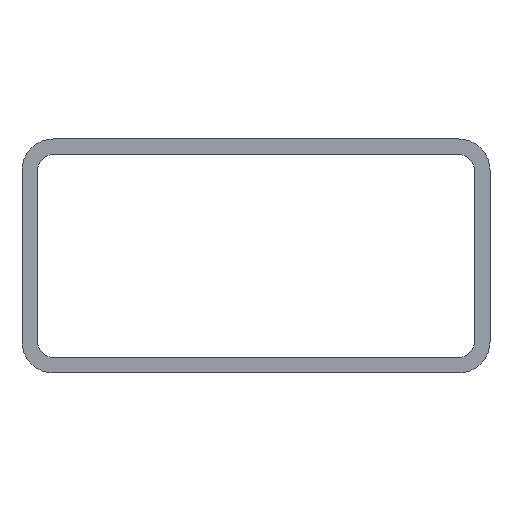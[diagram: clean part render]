
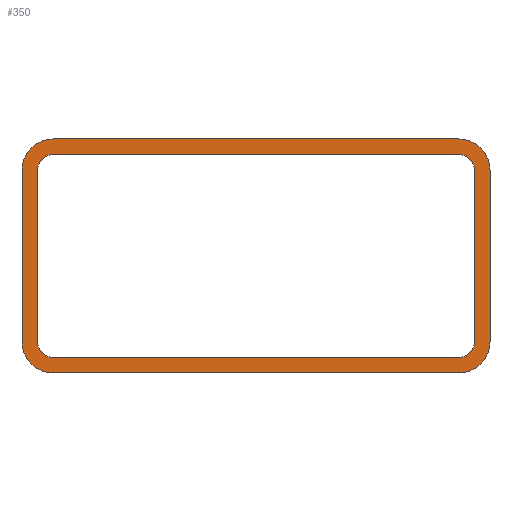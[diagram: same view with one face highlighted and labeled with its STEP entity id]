
A CAD part, front view. The second image highlights one B-rep face of the part: STEP entity #350.
In plain terms, the highlighted planar face has unit normal (0, -1, 0).
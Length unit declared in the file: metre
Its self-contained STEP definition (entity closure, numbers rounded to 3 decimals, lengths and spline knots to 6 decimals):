
#21=CIRCLE('',#368,0.004);
#23=CIRCLE('',#372,0.004);
#25=CIRCLE('',#376,0.004);
#27=CIRCLE('',#381,0.002);
#29=CIRCLE('',#385,0.002);
#31=CIRCLE('',#389,0.002);
#33=CIRCLE('',#393,0.002);
#35=CIRCLE('',#396,0.004);
#108=ORIENTED_EDGE('',*,*,#164,.F.);
#109=ORIENTED_EDGE('',*,*,#168,.F.);
#110=ORIENTED_EDGE('',*,*,#171,.F.);
#111=ORIENTED_EDGE('',*,*,#174,.F.);
#112=ORIENTED_EDGE('',*,*,#177,.T.);
#113=ORIENTED_EDGE('',*,*,#180,.F.);
#114=ORIENTED_EDGE('',*,*,#183,.T.);
#115=ORIENTED_EDGE('',*,*,#185,.F.);
#116=ORIENTED_EDGE('',*,*,#142,.F.);
#117=ORIENTED_EDGE('',*,*,#146,.T.);
#118=ORIENTED_EDGE('',*,*,#149,.T.);
#119=ORIENTED_EDGE('',*,*,#152,.T.);
#120=ORIENTED_EDGE('',*,*,#155,.T.);
#121=ORIENTED_EDGE('',*,*,#158,.T.);
#122=ORIENTED_EDGE('',*,*,#161,.F.);
#123=ORIENTED_EDGE('',*,*,#187,.T.);
#142=EDGE_CURVE('',#190,#191,#222,.T.);
#146=EDGE_CURVE('',#190,#193,#21,.T.);
#149=EDGE_CURVE('',#193,#195,#227,.T.);
#152=EDGE_CURVE('',#195,#197,#23,.T.);
#155=EDGE_CURVE('',#197,#199,#231,.T.);
#158=EDGE_CURVE('',#199,#201,#25,.T.);
#161=EDGE_CURVE('',#203,#201,#235,.T.);
#164=EDGE_CURVE('',#206,#207,#238,.T.);
#168=EDGE_CURVE('',#209,#206,#27,.T.);
#171=EDGE_CURVE('',#211,#209,#243,.T.);
#174=EDGE_CURVE('',#213,#211,#29,.T.);
#177=EDGE_CURVE('',#213,#215,#247,.T.);
#180=EDGE_CURVE('',#217,#215,#31,.T.);
#183=EDGE_CURVE('',#217,#219,#251,.T.);
#185=EDGE_CURVE('',#207,#219,#33,.T.);
#187=EDGE_CURVE('',#203,#191,#35,.T.);
#190=VERTEX_POINT('',#507);
#191=VERTEX_POINT('',#509);
#193=VERTEX_POINT('',#515);
#195=VERTEX_POINT('',#521);
#197=VERTEX_POINT('',#527);
#199=VERTEX_POINT('',#533);
#201=VERTEX_POINT('',#539);
#203=VERTEX_POINT('',#545);
#206=VERTEX_POINT('',#552);
#207=VERTEX_POINT('',#554);
#209=VERTEX_POINT('',#560);
#211=VERTEX_POINT('',#566);
#213=VERTEX_POINT('',#572);
#215=VERTEX_POINT('',#578);
#217=VERTEX_POINT('',#584);
#219=VERTEX_POINT('',#590);
#222=LINE('',#508,#254);
#227=LINE('',#522,#259);
#231=LINE('',#534,#263);
#235=LINE('',#546,#267);
#238=LINE('',#553,#270);
#243=LINE('',#567,#275);
#247=LINE('',#579,#279);
#251=LINE('',#591,#283);
#254=VECTOR('',#405,1.);
#259=VECTOR('',#418,1.);
#263=VECTOR('',#430,1.);
#267=VECTOR('',#442,1.);
#270=VECTOR('',#447,1.);
#275=VECTOR('',#460,1.);
#279=VECTOR('',#472,1.);
#283=VECTOR('',#484,1.);
#300=EDGE_LOOP('',(#108,#109,#110,#111,#112,#113,#114,#115));
#301=EDGE_LOOP('',(#116,#117,#118,#119,#120,#121,#122,#123));
#320=FACE_BOUND('',#300,.T.);
#321=FACE_BOUND('',#301,.T.);
#332=PLANE('',#397);
#350=ADVANCED_FACE('',(#320,#321),#332,.T.);
#368=AXIS2_PLACEMENT_3D('',#516,#412,#413);
#372=AXIS2_PLACEMENT_3D('',#528,#424,#425);
#376=AXIS2_PLACEMENT_3D('',#540,#436,#437);
#381=AXIS2_PLACEMENT_3D('',#561,#454,#455);
#385=AXIS2_PLACEMENT_3D('',#573,#466,#467);
#389=AXIS2_PLACEMENT_3D('',#585,#478,#479);
#393=AXIS2_PLACEMENT_3D('',#594,#489,#490);
#396=AXIS2_PLACEMENT_3D('',#597,#495,#496);
#397=AXIS2_PLACEMENT_3D('',#598,#497,#498);
#405=DIRECTION('',(0.,0.,1.));
#412=DIRECTION('',(0.,-1.,0.));
#413=DIRECTION('',(0.,0.,-1.));
#418=DIRECTION('',(1.,0.,0.));
#424=DIRECTION('',(0.,-1.,0.));
#425=DIRECTION('',(0.,0.,-1.));
#430=DIRECTION('',(0.,0.,1.));
#436=DIRECTION('',(0.,-1.,0.));
#437=DIRECTION('',(0.,0.,-1.));
#442=DIRECTION('',(1.,0.,0.));
#447=DIRECTION('',(0.,0.,1.));
#454=DIRECTION('',(0.,-1.,0.));
#455=DIRECTION('',(0.,0.,-1.));
#460=DIRECTION('',(1.,0.,0.));
#466=DIRECTION('',(0.,-1.,0.));
#467=DIRECTION('',(0.,0.,-1.));
#472=DIRECTION('',(0.,0.,1.));
#478=DIRECTION('',(0.,-1.,0.));
#479=DIRECTION('',(0.,0.,-1.));
#484=DIRECTION('',(1.,0.,0.));
#489=DIRECTION('',(0.,-1.,0.));
#490=DIRECTION('',(0.,0.,-1.));
#495=DIRECTION('',(0.,-1.,0.));
#496=DIRECTION('',(0.,0.,-1.));
#497=DIRECTION('',(0.,-1.,0.));
#498=DIRECTION('',(1.,0.,0.));
#507=CARTESIAN_POINT('',(0.,-1.4,0.004));
#508=CARTESIAN_POINT('',(0.,-1.4,0.015));
#509=CARTESIAN_POINT('',(0.,-1.4,0.026));
#515=CARTESIAN_POINT('',(0.004,-1.4,0.));
#516=CARTESIAN_POINT('',(0.004,-1.4,0.004));
#521=CARTESIAN_POINT('',(0.056,-1.4,0.));
#522=CARTESIAN_POINT('',(0.03,-1.4,0.));
#527=CARTESIAN_POINT('',(0.06,-1.4,0.004));
#528=CARTESIAN_POINT('',(0.056,-1.4,0.004));
#533=CARTESIAN_POINT('',(0.06,-1.4,0.026));
#534=CARTESIAN_POINT('',(0.06,-1.4,0.015));
#539=CARTESIAN_POINT('',(0.056,-1.4,0.03));
#540=CARTESIAN_POINT('',(0.056,-1.4,0.026));
#545=CARTESIAN_POINT('',(0.004,-1.4,0.03));
#546=CARTESIAN_POINT('',(0.03,-1.4,0.03));
#552=CARTESIAN_POINT('',(0.058,-1.4,0.004));
#553=CARTESIAN_POINT('',(0.058,-1.4,0.015));
#554=CARTESIAN_POINT('',(0.058,-1.4,0.026));
#560=CARTESIAN_POINT('',(0.056,-1.4,0.002));
#561=CARTESIAN_POINT('',(0.056,-1.4,0.004));
#566=CARTESIAN_POINT('',(0.004,-1.4,0.002));
#567=CARTESIAN_POINT('',(0.03,-1.4,0.002));
#572=CARTESIAN_POINT('',(0.002,-1.4,0.004));
#573=CARTESIAN_POINT('',(0.004,-1.4,0.004));
#578=CARTESIAN_POINT('',(0.002,-1.4,0.026));
#579=CARTESIAN_POINT('',(0.002,-1.4,0.015));
#584=CARTESIAN_POINT('',(0.004,-1.4,0.028));
#585=CARTESIAN_POINT('',(0.004,-1.4,0.026));
#590=CARTESIAN_POINT('',(0.056,-1.4,0.028));
#591=CARTESIAN_POINT('',(0.03,-1.4,0.028));
#594=CARTESIAN_POINT('',(0.056,-1.4,0.026));
#597=CARTESIAN_POINT('',(0.004,-1.4,0.026));
#598=CARTESIAN_POINT('',(0.03,-1.4,0.015));
